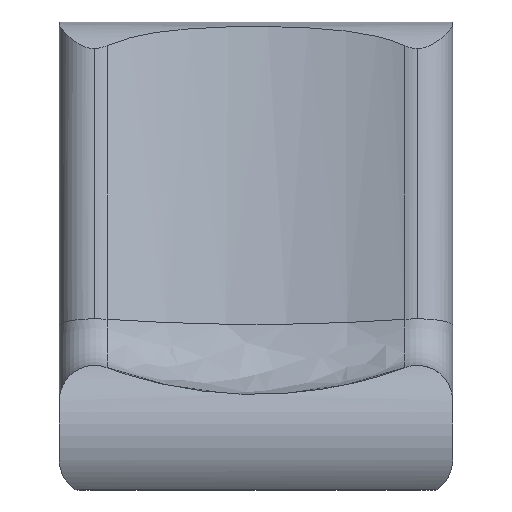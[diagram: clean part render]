
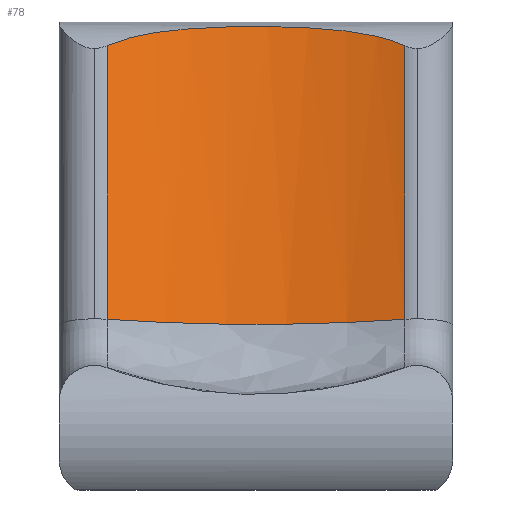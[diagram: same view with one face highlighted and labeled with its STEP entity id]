
A CAD part, left-side view. The second image highlights one B-rep face of the part: STEP entity #78.
In plain terms, the highlighted cylindrical face has radius 544.985 mm (diameter 1089.97 mm), a partial arc.
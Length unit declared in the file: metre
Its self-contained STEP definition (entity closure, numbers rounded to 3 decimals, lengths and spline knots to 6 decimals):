
#78 = ADVANCED_FACE( 'NONE', ( #167 ), #168, .F. );
#167 = FACE_OUTER_BOUND( '', #286, .T. );
#168 = CYLINDRICAL_SURFACE( '', #287, 0.544985 );
#286 = EDGE_LOOP( '', ( #502, #503, #504, #505 ) );
#287 = AXIS2_PLACEMENT_3D( '', #506, #507, #508 );
#502 = ORIENTED_EDGE( '', *, *, #726, .F. );
#503 = ORIENTED_EDGE( '', *, *, #727, .F. );
#504 = ORIENTED_EDGE( '', *, *, #728, .F. );
#505 = ORIENTED_EDGE( '', *, *, #718, .F. );
#506 = CARTESIAN_POINT( '', ( 0.723007, 0., 1.312999 ) );
#507 = DIRECTION( '', ( -0.191, 0., -0.982 ) );
#508 = DIRECTION( '', ( -0.982, 0., 0.191 ) );
#718 = EDGE_CURVE( 'NONE', #870, #871, #872, .T. );
#726 = EDGE_CURVE( '', #883, #870, #884, .T. );
#727 = EDGE_CURVE( '', #885, #883, #886, .T. );
#728 = EDGE_CURVE( 'NONE', #871, #885, #887, .T. );
#870 = VERTEX_POINT( 'NONE', #1596 );
#871 = VERTEX_POINT( 'NONE', #1597 );
#872 = B_SPLINE_CURVE_WITH_KNOTS( '', 3, ( #1598, #1599, #1600, #1601, #1602, #1603, #1604, #1605, #1606, #1607, #1608, #1609, #1610, #1611, #1612, #1613, #1614, #1615, #1616, #1617, #1618, #1619, #1620, #1621, #1622, #1623, #1624, #1625, #1626, #1627, #1628, #1629, #1630, #1631, #1632, #1633, #1634, #1635, #1636, #1637, #1638, #1639, #1640, #1641, #1642, #1643, #1644, #1645, #1646, #1647, #1648, #1649, #1650, #1651, #1652, #1653, #1654, #1655 ), .UNSPECIFIED., .F., .F., ( 4, 1, 1, 1, 1, 1, 1, 1, 1, 1, 1, 1, 1, 1, 1, 1, 1, 1, 1, 1, 1, 1, 1, 1, 1, 1, 1, 1, 1, 1, 1, 1, 1, 1, 1, 1, 1, 1, 1, 1, 1, 1, 1, 1, 1, 1, 1, 1, 1, 1, 1, 1, 1, 1, 1, 4 ), ( 0., 0.003152, 0.006321, 0.009506, 0.012709, 0.015928, 0.019164, 0.022417, 0.025687, 0.028975, 0.032281, 0.035605, 0.038946, 0.042305, 0.045682, 0.049078, 0.052492, 0.055925, 0.059376, 0.062846, 0.078031, 0.093503, 0.109268, 0.125335, 0.156291, 0.188118, 0.219149, 0.250804, 0.28174, 0.313103, 0.375263, 0.437398, 0.499945, 0.562711, 0.625065, 0.687156, 0.718358, 0.749139, 0.780488, 0.811229, 0.842915, 0.873743, 0.889978, 0.905906, 0.921534, 0.936873, 0.94348, 0.95002, 0.956492, 0.962898, 0.96924, 0.975516, 0.98173, 0.987881, 0.993971, 1. ), .UNSPECIFIED. );
#883 = VERTEX_POINT( 'NONE', #1727 );
#884 = LINE( '', #1728, #1729 );
#885 = VERTEX_POINT( 'NONE', #1730 );
#886 = CIRCLE( '', #1731, 0.544985 );
#887 = LINE( '', #1732, #1733 );
#1596 = CARTESIAN_POINT( '', ( 1.292244, 0.189364, 1.563252 ) );
#1597 = CARTESIAN_POINT( '', ( 1.292244, -0.189364, 1.563252 ) );
#1598 = CARTESIAN_POINT( '', ( 1.292244, 0.189364, 1.563252 ) );
#1599 = CARTESIAN_POINT( '', ( 1.292406, 0.189016, 1.563409 ) );
#1600 = CARTESIAN_POINT( '', ( 1.29273, 0.188318, 1.563725 ) );
#1601 = CARTESIAN_POINT( '', ( 1.293215, 0.187262, 1.564189 ) );
#1602 = CARTESIAN_POINT( '', ( 1.293701, 0.186196, 1.564649 ) );
#1603 = CARTESIAN_POINT( '', ( 1.294186, 0.18512, 1.565102 ) );
#1604 = CARTESIAN_POINT( '', ( 1.294672, 0.184034, 1.56555 ) );
#1605 = CARTESIAN_POINT( '', ( 1.295157, 0.182937, 1.565993 ) );
#1606 = CARTESIAN_POINT( '', ( 1.295642, 0.181831, 1.56643 ) );
#1607 = CARTESIAN_POINT( '', ( 1.296127, 0.180714, 1.566861 ) );
#1608 = CARTESIAN_POINT( '', ( 1.296612, 0.179587, 1.567287 ) );
#1609 = CARTESIAN_POINT( '', ( 1.297097, 0.17845, 1.567707 ) );
#1610 = CARTESIAN_POINT( '', ( 1.297581, 0.177303, 1.568122 ) );
#1611 = CARTESIAN_POINT( '', ( 1.298065, 0.176146, 1.568532 ) );
#1612 = CARTESIAN_POINT( '', ( 1.298548, 0.174978, 1.568936 ) );
#1613 = CARTESIAN_POINT( '', ( 1.299031, 0.173801, 1.569335 ) );
#1614 = CARTESIAN_POINT( '', ( 1.299513, 0.172613, 1.569729 ) );
#1615 = CARTESIAN_POINT( '', ( 1.299994, 0.171415, 1.570117 ) );
#1616 = CARTESIAN_POINT( '', ( 1.300475, 0.170207, 1.570501 ) );
#1617 = CARTESIAN_POINT( '', ( 1.300955, 0.168988, 1.570879 ) );
#1618 = CARTESIAN_POINT( '', ( 1.301972, 0.166379, 1.571671 ) );
#1619 = CARTESIAN_POINT( '', ( 1.303512, 0.162321, 1.572832 ) );
#1620 = CARTESIAN_POINT( '', ( 1.305535, 0.15674, 1.574283 ) );
#1621 = CARTESIAN_POINT( '', ( 1.307522, 0.150995, 1.575639 ) );
#1622 = CARTESIAN_POINT( '', ( 1.310055, 0.143302, 1.577288 ) );
#1623 = CARTESIAN_POINT( '', ( 1.313043, 0.133524, 1.579099 ) );
#1624 = CARTESIAN_POINT( '', ( 1.316285, 0.121742, 1.580903 ) );
#1625 = CARTESIAN_POINT( '', ( 1.319236, 0.109748, 1.582419 ) );
#1626 = CARTESIAN_POINT( '', ( 1.321845, 0.097766, 1.583665 ) );
#1627 = CARTESIAN_POINT( '', ( 1.324152, 0.085656, 1.584695 ) );
#1628 = CARTESIAN_POINT( '', ( 1.326795, 0.069523, 1.585806 ) );
#1629 = CARTESIAN_POINT( '', ( 1.329331, 0.049202, 1.586782 ) );
#1630 = CARTESIAN_POINT( '', ( 1.33116, 0.024671, 1.587437 ) );
#1631 = CARTESIAN_POINT( '', ( 1.331768, -0.000007, 1.587646 ) );
#1632 = CARTESIAN_POINT( '', ( 1.331159, -0.024715, 1.587436 ) );
#1633 = CARTESIAN_POINT( '', ( 1.329322, -0.049293, 1.586779 ) );
#1634 = CARTESIAN_POINT( '', ( 1.326781, -0.069612, 1.5858 ) );
#1635 = CARTESIAN_POINT( '', ( 1.324144, -0.085695, 1.584691 ) );
#1636 = CARTESIAN_POINT( '', ( 1.321853, -0.097724, 1.583668 ) );
#1637 = CARTESIAN_POINT( '', ( 1.319267, -0.109611, 1.582434 ) );
#1638 = CARTESIAN_POINT( '', ( 1.316344, -0.121513, 1.580934 ) );
#1639 = CARTESIAN_POINT( '', ( 1.313129, -0.133228, 1.579148 ) );
#1640 = CARTESIAN_POINT( '', ( 1.310151, -0.142997, 1.577348 ) );
#1641 = CARTESIAN_POINT( '', ( 1.307615, -0.150719, 1.575702 ) );
#1642 = CARTESIAN_POINT( '', ( 1.305612, -0.156525, 1.574337 ) );
#1643 = CARTESIAN_POINT( '', ( 1.30357, -0.162165, 1.572875 ) );
#1644 = CARTESIAN_POINT( '', ( 1.301876, -0.166634, 1.571599 ) );
#1645 = CARTESIAN_POINT( '', ( 1.300562, -0.169993, 1.570571 ) );
#1646 = CARTESIAN_POINT( '', ( 1.299644, -0.172292, 1.569837 ) );
#1647 = CARTESIAN_POINT( '', ( 1.298724, -0.174555, 1.569084 ) );
#1648 = CARTESIAN_POINT( '', ( 1.297802, -0.176781, 1.568312 ) );
#1649 = CARTESIAN_POINT( '', ( 1.296878, -0.17897, 1.56752 ) );
#1650 = CARTESIAN_POINT( '', ( 1.295953, -0.181122, 1.566709 ) );
#1651 = CARTESIAN_POINT( '', ( 1.295027, -0.183237, 1.565877 ) );
#1652 = CARTESIAN_POINT( '', ( 1.2941, -0.185315, 1.565025 ) );
#1653 = CARTESIAN_POINT( '', ( 1.293175, -0.187357, 1.564154 ) );
#1654 = CARTESIAN_POINT( '', ( 1.292553, -0.188697, 1.563551 ) );
#1655 = CARTESIAN_POINT( '', ( 1.292244, -0.189364, 1.563252 ) );
#1727 = CARTESIAN_POINT( '', ( 1.224646, 0.189364, 1.21549 ) );
#1728 = CARTESIAN_POINT( '', ( 1.224646, 0.189364, 1.21549 ) );
#1729 = VECTOR( '', #1893, 1. );
#1730 = CARTESIAN_POINT( '', ( 1.224646, -0.189364, 1.21549 ) );
#1731 = AXIS2_PLACEMENT_3D( '', #1894, #1895, #1896 );
#1732 = CARTESIAN_POINT( '', ( 1.224646, -0.189364, 1.21549 ) );
#1733 = VECTOR( '', #1897, 1. );
#1893 = DIRECTION( '', ( 0.191, 0., 0.982 ) );
#1894 = CARTESIAN_POINT( '', ( 0.723007, 0., 1.312999 ) );
#1895 = DIRECTION( '', ( 0.191, 0., 0.982 ) );
#1896 = DIRECTION( '', ( -0.982, 0., 0.191 ) );
#1897 = DIRECTION( '', ( -0.191, 0., -0.982 ) );
